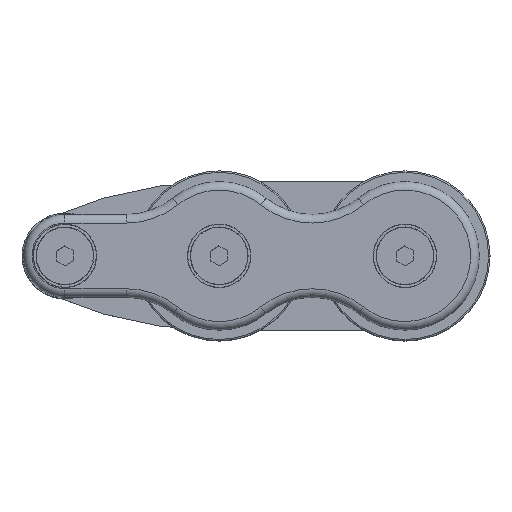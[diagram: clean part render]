
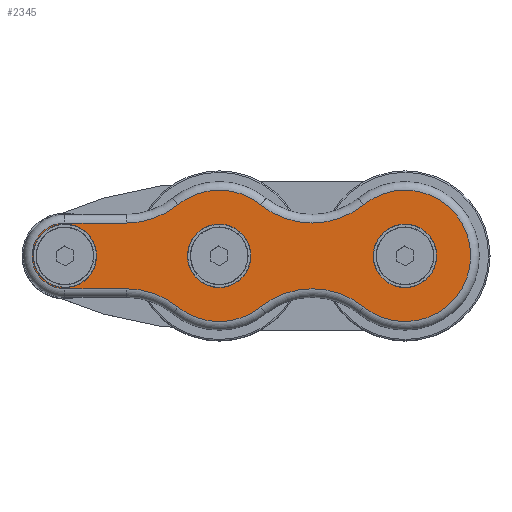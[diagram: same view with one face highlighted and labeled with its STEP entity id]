
A CAD part, top view. The second image highlights one B-rep face of the part: STEP entity #2345.
In plain terms, the highlighted planar face has unit normal (0, 0, 1).
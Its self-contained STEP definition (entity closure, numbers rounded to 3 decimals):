
#92=LINE('',#3993,#190);
#94=LINE('',#4005,#192);
#190=VECTOR('',#3182,21.5);
#192=VECTOR('',#3196,21.5);
#407=FACE_BOUND('',#806,.T.);
#408=FACE_BOUND('',#807,.T.);
#409=FACE_BOUND('',#808,.T.);
#569=FACE_OUTER_BOUND('',#805,.T.);
#805=EDGE_LOOP('',(#1971,#1972,#1973,#1974,#1975,#1976,#1977,#1978,#1979,
#1980));
#806=EDGE_LOOP('',(#1981));
#807=EDGE_LOOP('',(#1982));
#808=EDGE_LOOP('',(#1983));
#937=CIRCLE('',#2478,11.01);
#964=CIRCLE('',#2568,11.01);
#966=CIRCLE('',#2572,11.01);
#978=CIRCLE('',#2587,23.);
#980=CIRCLE('',#2590,28.674);
#984=CIRCLE('',#2596,11.5);
#988=CIRCLE('',#2602,28.674);
#991=CIRCLE('',#2606,23.);
#994=CIRCLE('',#2610,28.674);
#997=CIRCLE('',#2614,23.);
#999=CIRCLE('',#2617,28.674);
#1101=VERTEX_POINT('',#3629);
#1188=VERTEX_POINT('',#3944);
#1190=VERTEX_POINT('',#3950);
#1201=VERTEX_POINT('',#3975);
#1204=VERTEX_POINT('',#3980);
#1206=VERTEX_POINT('',#3985);
#1208=VERTEX_POINT('',#3991);
#1210=VERTEX_POINT('',#3997);
#1212=VERTEX_POINT('',#4003);
#1214=VERTEX_POINT('',#4009);
#1216=VERTEX_POINT('',#4015);
#1218=VERTEX_POINT('',#4021);
#1220=VERTEX_POINT('',#4027);
#1331=EDGE_CURVE('',#1101,#1101,#937,.T.);
#1448=EDGE_CURVE('',#1188,#1188,#964,.T.);
#1450=EDGE_CURVE('',#1190,#1190,#966,.T.);
#1464=EDGE_CURVE('',#1204,#1201,#978,.T.);
#1466=EDGE_CURVE('',#1206,#1204,#980,.T.);
#1469=EDGE_CURVE('',#1208,#1206,#92,.T.);
#1472=EDGE_CURVE('',#1210,#1208,#984,.T.);
#1475=EDGE_CURVE('',#1212,#1210,#94,.T.);
#1478=EDGE_CURVE('',#1214,#1212,#988,.T.);
#1481=EDGE_CURVE('',#1216,#1214,#991,.T.);
#1484=EDGE_CURVE('',#1218,#1216,#994,.T.);
#1487=EDGE_CURVE('',#1220,#1218,#997,.T.);
#1489=EDGE_CURVE('',#1201,#1220,#999,.T.);
#1971=ORIENTED_EDGE('',*,*,#1464,.F.);
#1972=ORIENTED_EDGE('',*,*,#1466,.F.);
#1973=ORIENTED_EDGE('',*,*,#1469,.F.);
#1974=ORIENTED_EDGE('',*,*,#1472,.F.);
#1975=ORIENTED_EDGE('',*,*,#1475,.F.);
#1976=ORIENTED_EDGE('',*,*,#1478,.F.);
#1977=ORIENTED_EDGE('',*,*,#1481,.F.);
#1978=ORIENTED_EDGE('',*,*,#1484,.F.);
#1979=ORIENTED_EDGE('',*,*,#1487,.F.);
#1980=ORIENTED_EDGE('',*,*,#1489,.F.);
#1981=ORIENTED_EDGE('',*,*,#1331,.T.);
#1982=ORIENTED_EDGE('',*,*,#1448,.T.);
#1983=ORIENTED_EDGE('',*,*,#1450,.T.);
#2210=PLANE('',#2624);
#2345=ADVANCED_FACE('',(#569,#407,#408,#409),#2210,.T.);
#2478=AXIS2_PLACEMENT_3D('',#3630,#2882,#2883);
#2568=AXIS2_PLACEMENT_3D('',#3945,#3128,#3129);
#2572=AXIS2_PLACEMENT_3D('',#3951,#3136,#3137);
#2587=AXIS2_PLACEMENT_3D('',#3982,#3168,#3169);
#2590=AXIS2_PLACEMENT_3D('',#3987,#3174,#3175);
#2596=AXIS2_PLACEMENT_3D('',#3999,#3188,#3189);
#2602=AXIS2_PLACEMENT_3D('',#4011,#3202,#3203);
#2606=AXIS2_PLACEMENT_3D('',#4017,#3210,#3211);
#2610=AXIS2_PLACEMENT_3D('',#4023,#3218,#3219);
#2614=AXIS2_PLACEMENT_3D('',#4029,#3226,#3227);
#2617=AXIS2_PLACEMENT_3D('',#4032,#3232,#3233);
#2624=AXIS2_PLACEMENT_3D('',#4045,#3252,#3253);
#2882=DIRECTION('center_axis',(0.,0.,
-1.));
#2883=DIRECTION('ref_axis',(-0.987,-0.162,0.));
#3128=DIRECTION('center_axis',(0.,0.,
-1.));
#3129=DIRECTION('ref_axis',(-0.987,-0.162,0.));
#3136=DIRECTION('center_axis',(0.,0.,
-1.));
#3137=DIRECTION('ref_axis',(-0.223,-0.975,0.));
#3168=DIRECTION('center_axis',(0.,0.,
-1.));
#3169=DIRECTION('ref_axis',(0.,1.,0.));
#3174=DIRECTION('center_axis',(0.,0.,
1.));
#3175=DIRECTION('ref_axis',(0.334,-0.943,0.));
#3182=DIRECTION('',(1.,0.,0.));
#3188=DIRECTION('center_axis',(0.,0.,
-1.));
#3189=DIRECTION('ref_axis',(-1.,0.,0.));
#3196=DIRECTION('',(-1.,0.,0.));
#3202=DIRECTION('center_axis',(0.,0.,
1.));
#3203=DIRECTION('ref_axis',(0.334,0.943,0.));
#3210=DIRECTION('center_axis',(0.,0.,
-1.));
#3211=DIRECTION('ref_axis',(0.,-1.,0.));
#3218=DIRECTION('center_axis',(0.,0.,
1.));
#3219=DIRECTION('ref_axis',(0.,1.,0.));
#3226=DIRECTION('center_axis',(0.,0.,
-1.));
#3227=DIRECTION('ref_axis',(1.,0.,0.));
#3232=DIRECTION('center_axis',(0.,0.,
1.));
#3233=DIRECTION('ref_axis',(0.,-1.,0.));
#3252=DIRECTION('center_axis',(0.,0.,
1.));
#3253=DIRECTION('ref_axis',(1.,0.,0.));
#3629=CARTESIAN_POINT('',(-54.135,1.781,44.3));
#3630=CARTESIAN_POINT('Origin',(-65.,0.,44.3));
#3944=CARTESIAN_POINT('',(10.865,1.781,44.3));
#3945=CARTESIAN_POINT('Origin',(0.,0.,
44.3));
#3950=CARTESIAN_POINT('',(-116.542,10.732,44.3));
#3951=CARTESIAN_POINT('Origin',(-119.,0.,44.3));
#3975=CARTESIAN_POINT('',(-50.534,17.881,44.3));
#3980=CARTESIAN_POINT('',(-79.466,17.881,44.3));
#3982=CARTESIAN_POINT('Origin',(-65.,0.,
44.3));
#3985=CARTESIAN_POINT('',(-97.5,11.5,44.3));
#3987=CARTESIAN_POINT('Origin',(-97.5,40.174,44.3));
#3991=CARTESIAN_POINT('',(-119.,11.5,44.3));
#3993=CARTESIAN_POINT('',(-74.487,11.5,44.3));
#3997=CARTESIAN_POINT('',(-119.,-11.5,44.3));
#3999=CARTESIAN_POINT('Origin',(-119.,0.,44.3));
#4003=CARTESIAN_POINT('',(-97.5,-11.5,44.3));
#4005=CARTESIAN_POINT('',(-85.237,-11.5,44.3));
#4009=CARTESIAN_POINT('',(-79.466,-17.881,44.3));
#4011=CARTESIAN_POINT('Origin',(-97.5,-40.174,44.3));
#4015=CARTESIAN_POINT('',(-50.534,-17.881,44.3));
#4017=CARTESIAN_POINT('Origin',(-65.,0.,
44.3));
#4021=CARTESIAN_POINT('',(-14.466,-17.881,44.3));
#4023=CARTESIAN_POINT('Origin',(-32.5,-40.174,44.3));
#4027=CARTESIAN_POINT('',(-14.466,17.881,44.3));
#4029=CARTESIAN_POINT('Origin',(0.,0.,
44.3));
#4032=CARTESIAN_POINT('Origin',(-32.5,40.174,44.3));
#4045=CARTESIAN_POINT('Origin',(-51.474,0.,
44.3));
